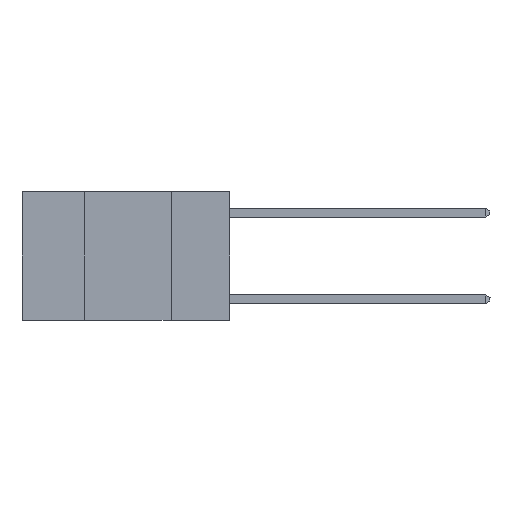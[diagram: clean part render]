
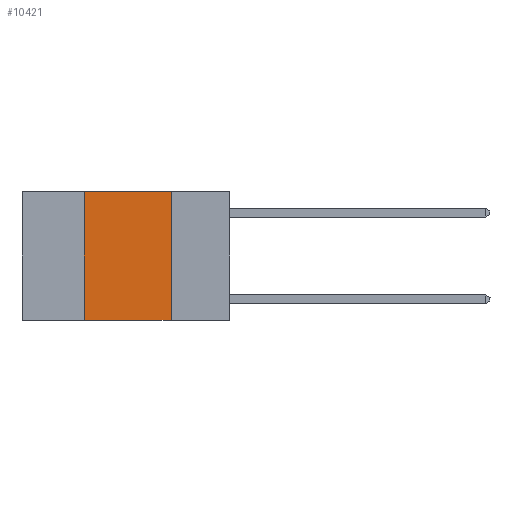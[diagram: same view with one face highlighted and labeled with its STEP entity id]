
A CAD part, left-side view. The second image highlights one B-rep face of the part: STEP entity #10421.
In plain terms, the highlighted planar face has unit normal (-1, 0, 0).
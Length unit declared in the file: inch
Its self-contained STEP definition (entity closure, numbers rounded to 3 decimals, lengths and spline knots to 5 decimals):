
#411 = CARTESIAN_POINT ( 'NONE',  ( 0., 0.6, 0. ) ) ;
#439 = CARTESIAN_POINT ( 'NONE',  ( 0., 0.17, 0. ) ) ;
#853 = CARTESIAN_POINT ( 'NONE',  ( 0., 0.6, -0.37 ) ) ;
#2525 = CARTESIAN_POINT ( 'NONE',  ( 0., 0.6, 0. ) ) ;
#2532 = LINE ( 'NONE', #411, #16953 ) ;
#2620 = DIRECTION ( 'NONE',  ( 0., -1., 0. ) ) ;
#2907 = VERTEX_POINT ( 'NONE', #19657 ) ;
#3141 = VERTEX_POINT ( 'NONE', #439 ) ;
#3592 = LINE ( 'NONE', #9930, #17441 ) ;
#3616 = CARTESIAN_POINT ( 'NONE',  ( 0., 0.42, 0. ) ) ;
#3869 = EDGE_LOOP ( 'NONE', ( #14444, #4251, #9956, #19168 ) ) ;
#4251 = ORIENTED_EDGE ( 'NONE', *, *, #9435, .F. ) ;
#4281 = DIRECTION ( 'NONE',  ( 0., 0., -1. ) ) ;
#5185 = EDGE_CURVE ( 'NONE', #5492, #2907, #6830, .T. ) ;
#5378 = DIRECTION ( 'NONE',  ( 0., 0., 1. ) ) ;
#5492 = VERTEX_POINT ( 'NONE', #17594 ) ;
#5739 = EDGE_CURVE ( 'NONE', #5492, #8865, #20535, .T. ) ;
#6254 = VECTOR ( 'NONE', #5378, 39.37008 ) ;
#6830 = LINE ( 'NONE', #853, #11187 ) ;
#8865 = VERTEX_POINT ( 'NONE', #10399 ) ;
#9435 = EDGE_CURVE ( 'NONE', #8865, #3141, #2532, .T. ) ;
#9930 = CARTESIAN_POINT ( 'NONE',  ( 0., 0.17, 0. ) ) ;
#9956 = ORIENTED_EDGE ( 'NONE', *, *, #5739, .F. ) ;
#10057 = EDGE_CURVE ( 'NONE', #3141, #2907, #3592, .T. ) ;
#10399 = CARTESIAN_POINT ( 'NONE',  ( 0., 0.42, 0. ) ) ;
#10421 = ADVANCED_FACE ( 'NONE', ( #17419 ), #13451, .F. ) ;
#11187 = VECTOR ( 'NONE', #2620, 39.37008 ) ;
#11188 = DIRECTION ( 'NONE',  ( 0., -1., 0. ) ) ;
#13451 = PLANE ( 'NONE',  #13592 ) ;
#13592 = AXIS2_PLACEMENT_3D ( 'NONE', #2525, #15243, #4281 ) ;
#14444 = ORIENTED_EDGE ( 'NONE', *, *, #10057, .F. ) ;
#15243 = DIRECTION ( 'NONE',  ( 1., 0., 0. ) ) ;
#16953 = VECTOR ( 'NONE', #11188, 39.37008 ) ;
#17419 = FACE_OUTER_BOUND ( 'NONE', #3869, .T. ) ;
#17441 = VECTOR ( 'NONE', #20551, 39.37008 ) ;
#17594 = CARTESIAN_POINT ( 'NONE',  ( 0., 0.42, -0.37 ) ) ;
#19168 = ORIENTED_EDGE ( 'NONE', *, *, #5185, .T. ) ;
#19657 = CARTESIAN_POINT ( 'NONE',  ( 0., 0.17, -0.37 ) ) ;
#20535 = LINE ( 'NONE', #3616, #6254 ) ;
#20551 = DIRECTION ( 'NONE',  ( 0., 0., -1. ) ) ;
